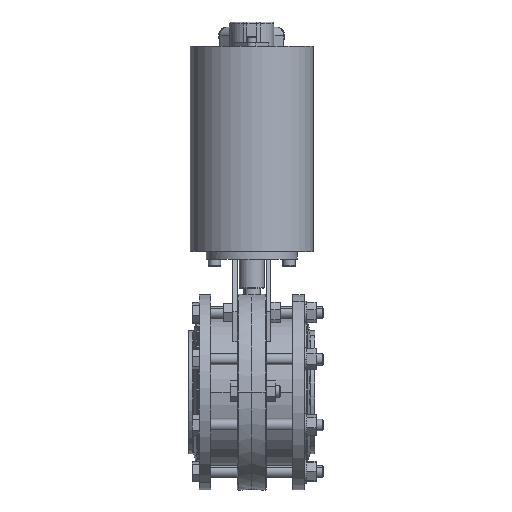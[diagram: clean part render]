
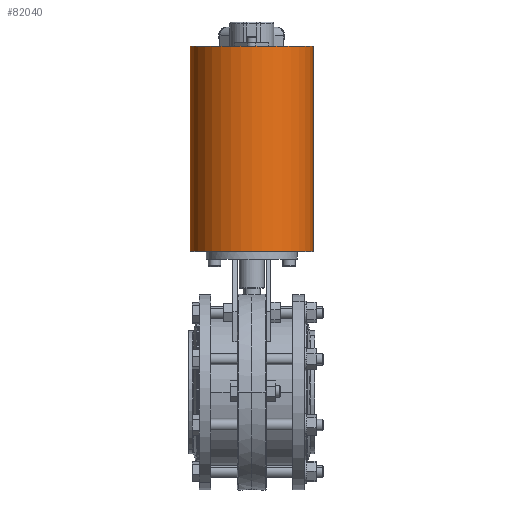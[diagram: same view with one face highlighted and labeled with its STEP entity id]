
A CAD part, top view. The second image highlights one B-rep face of the part: STEP entity #82040.
In plain terms, the highlighted cylindrical face has radius 64.5 mm (diameter 129 mm), a partial arc.
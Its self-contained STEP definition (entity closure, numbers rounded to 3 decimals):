
#81570=CARTESIAN_POINT('',(0.,-192.,0.));
#81580=DIRECTION('',(0.,-1.,0.));
#81590=DIRECTION('',(1.,0.,0.));
#81600=AXIS2_PLACEMENT_3D('',#81570,#81580,#81590);
#81610=CIRCLE('',#81600,64.5);
#81620=CARTESIAN_POINT('',(-64.5,-192.,0.));
#81630=VERTEX_POINT('',#81620);
#81640=CARTESIAN_POINT('',(64.5,-192.,0.));
#81650=VERTEX_POINT('',#81640);
#81680=EDGE_CURVE('',#81650,#81630,#81610,.T.);
#81730=CARTESIAN_POINT('',(0.,-84.5,0.));
#81740=DIRECTION('',(0.,-1.,0.));
#81750=DIRECTION('',(1.,0.,0.));
#81760=AXIS2_PLACEMENT_3D('',#81730,#81740,#81750);
#81770=CYLINDRICAL_SURFACE('',#81760,64.5);
#81780=CARTESIAN_POINT('',(-64.5,-84.5,0.));
#81790=DIRECTION('',(0.,-1.,0.));
#81800=VECTOR('',#81790,1.);
#81810=LINE('',#81780,#81800);
#81820=CARTESIAN_POINT('',(-64.5,23.,0.));
#81830=VERTEX_POINT('',#81820);
#81840=EDGE_CURVE('',#81830,#81630,#81810,.T.);
#81850=ORIENTED_EDGE('',*,*,#81840,.T.);
#81860=CARTESIAN_POINT('',(0.,23.,0.));
#81870=DIRECTION('',(0.,-1.,0.));
#81880=DIRECTION('',(1.,0.,0.));
#81890=AXIS2_PLACEMENT_3D('',#81860,#81870,#81880);
#81900=CIRCLE('',#81890,64.5);
#81910=CARTESIAN_POINT('',(64.5,23.,0.));
#81920=VERTEX_POINT('',#81910);
#81930=EDGE_CURVE('',#81920,#81830,#81900,.T.);
#81940=ORIENTED_EDGE('',*,*,#81930,.T.);
#81950=CARTESIAN_POINT('',(64.5,-84.5,0.));
#81960=DIRECTION('',(0.,-1.,0.));
#81970=VECTOR('',#81960,1.);
#81980=LINE('',#81950,#81970);
#81990=EDGE_CURVE('',#81920,#81650,#81980,.T.);
#82000=ORIENTED_EDGE('',*,*,#81990,.F.);
#82010=ORIENTED_EDGE('',*,*,#81680,.F.);
#82020=EDGE_LOOP('',(#82010,#82000,#81940,#81850));
#82030=FACE_OUTER_BOUND('',#82020,.T.);
#82040=ADVANCED_FACE('',(#82030),#81770,.T.);
